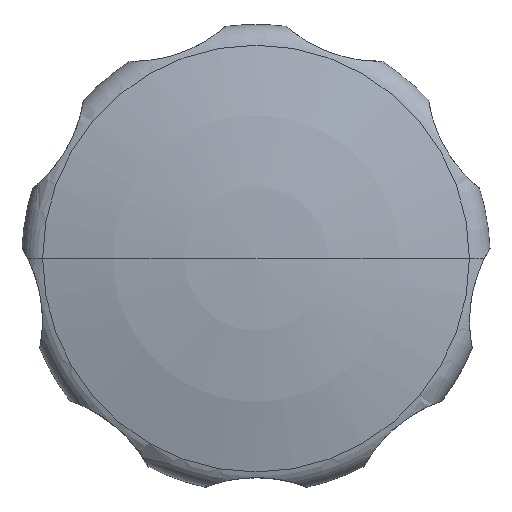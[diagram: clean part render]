
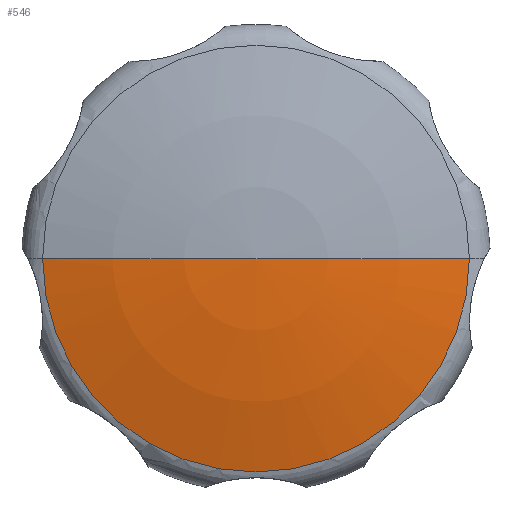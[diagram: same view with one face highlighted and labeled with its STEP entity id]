
A CAD part, top view. The second image highlights one B-rep face of the part: STEP entity #546.
In plain terms, the highlighted spherical face has radius 88.136 mm.
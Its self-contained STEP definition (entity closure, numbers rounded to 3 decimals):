
#228=EDGE_CURVE('',#580,#582,#631,.T.);
#430=EDGE_CURVE('',#580,#584,#852,.T.);
#546=ADVANCED_FACE('',(#979),#980,.T.);
#558=EDGE_CURVE('',#582,#584,#992,.T.);
#580=VERTEX_POINT('',#1018);
#582=VERTEX_POINT('',#1020);
#584=VERTEX_POINT('',#1022);
#631=CIRCLE('',#1061,88.136);
#852=CIRCLE('',#1669,22.775);
#979=FACE_OUTER_BOUND('',#1964,.T.);
#980=SPHERICAL_SURFACE('',#1965,88.136);
#992=CIRCLE('',#2030,88.136);
#1018=CARTESIAN_POINT('',(-22.775,0.,37.006));
#1020=CARTESIAN_POINT('',(0.,0.,40.0));
#1022=CARTESIAN_POINT('',(22.775,0.,37.006));
#1061=AXIS2_PLACEMENT_3D('',#2159,#2160,#2161);
#1669=AXIS2_PLACEMENT_3D('',#2422,#2423,#2424);
#1964=EDGE_LOOP('',(#2569,#2570,#2571));
#1965=AXIS2_PLACEMENT_3D('',#2572,#2573,#2574);
#2030=AXIS2_PLACEMENT_3D('',#2577,#2578,#2579);
#2159=CARTESIAN_POINT('',(0.,0.,-48.136));
#2160=DIRECTION('',(0.,1.0,0.));
#2161=DIRECTION('',(0.0,0.,-1.0));
#2422=CARTESIAN_POINT('',(0.,0.,37.006));
#2423=DIRECTION('',(0.,0.,1.0));
#2424=DIRECTION('',(-1.0,0.,0.));
#2569=ORIENTED_EDGE('',*,*,#228,.F.);
#2570=ORIENTED_EDGE('',*,*,#430,.T.);
#2571=ORIENTED_EDGE('',*,*,#558,.F.);
#2572=CARTESIAN_POINT('',(0.,0.,-48.136));
#2573=DIRECTION('',(0.,0.,1.0));
#2574=DIRECTION('',(-1.0,0.,0.0));
#2577=CARTESIAN_POINT('',(0.,0.,-48.136));
#2578=DIRECTION('',(0.,1.0,0.));
#2579=DIRECTION('',(0.0,0.,-1.0));
